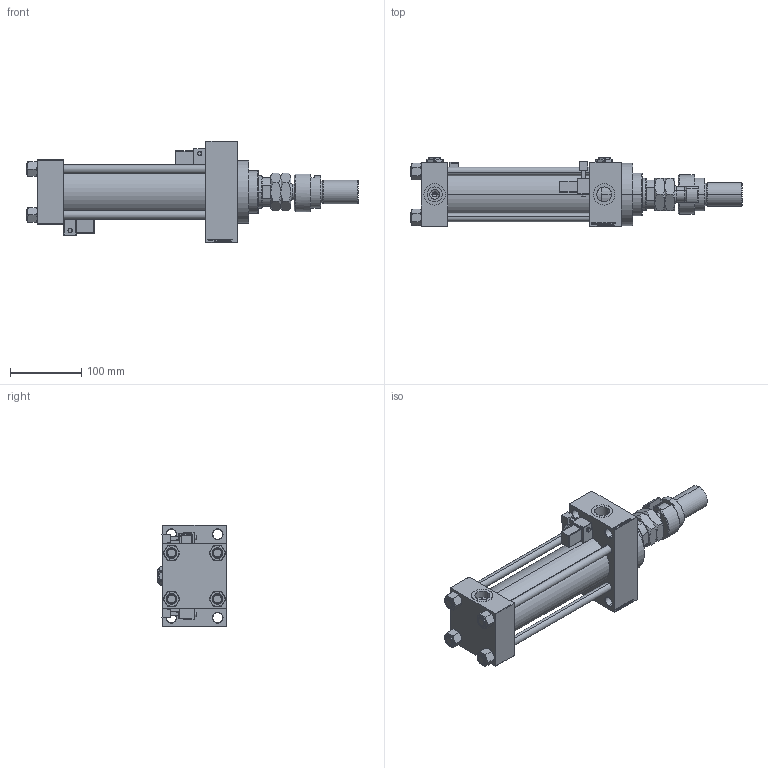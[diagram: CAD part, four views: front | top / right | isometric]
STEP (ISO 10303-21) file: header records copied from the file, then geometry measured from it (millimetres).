
FILE_DESCRIPTION (( 'STEP AP203' ), '1' );
FILE_NAME ('c6f7.STEP', '2022-04-16T00:38:27', ( '' ), ( '' ), 'SwSTEP 2.0', 'SolidWorks 2019', '' );
FILE_SCHEMA (( 'CONFIG_CONTROL_DESIGN' ));
Length unit declared in the file: millimetre
Products named in the file (11): Zatka_pro_OIL_PORT 2014dc60a5c5e73a1ca155e8f9aee58c; V215CR_MSU 2014dc60a5c5e73a1ca155e8f9aee58c; V215_VC_A 2014dc60a5c5e73a1ca155e8f9aee58c; NUT_M5_D 2014dc60a5c5e73a1ca155e8f9aee58c; c6f7; MFA 2014dc60a5c5e73a1ca155e8f9aee58c; V215CR_VCP_D 2014dc60a5c5e73a1ca155e8f9aee58c; FEMALE_PART_FOR_DFA 2014dc60a5c5e73a1ca155e8f9aee58c; DFA 2014dc60a5c5e73a1ca155e8f9aee58c; V215CR_D_TYCINKA 2014dc60a5c5e73a1ca155e8f9aee58c; V215CR_D_Body 2014dc60a5c5e73a1ca155e8f9aee58c
Assembly tree (18 placements, depth 3):
  c6f7
    V215CR_D_Body 2014dc60a5c5e73a1ca155e8f9aee58c
    V215CR_VCP_D 2014dc60a5c5e73a1ca155e8f9aee58c
    NUT_M5_D 2014dc60a5c5e73a1ca155e8f9aee58c  x4
    V215CR_D_TYCINKA 2014dc60a5c5e73a1ca155e8f9aee58c  x4
    V215_VC_A 2014dc60a5c5e73a1ca155e8f9aee58c
    DFA 2014dc60a5c5e73a1ca155e8f9aee58c
      FEMALE_PART_FOR_DFA 2014dc60a5c5e73a1ca155e8f9aee58c
      MFA 2014dc60a5c5e73a1ca155e8f9aee58c
    V215CR_MSU 2014dc60a5c5e73a1ca155e8f9aee58c  x2
    Zatka_pro_OIL_PORT 2014dc60a5c5e73a1ca155e8f9aee58c  x2
Bounding box: 465 x 97 x 142 mm (x, y, z)
Volume: 1730712.3 mm3; surface area: 358997.9 mm2
Topology: 17 solids, 17 shells, 1442 faces, 3524 edges, 2218 vertices
Faces by surface type: plane 630, bspline 368, cone 226, cylinder 170, torus 24, sphere 24
Entity records: 54368 total; most frequent: CARTESIAN_POINT 26875, ORIENTED_EDGE 5966, DIRECTION 4209, EDGE_CURVE 2983, VERTEX_POINT 1920, VECTOR 1709, LINE 1709, EDGE_LOOP 1347
